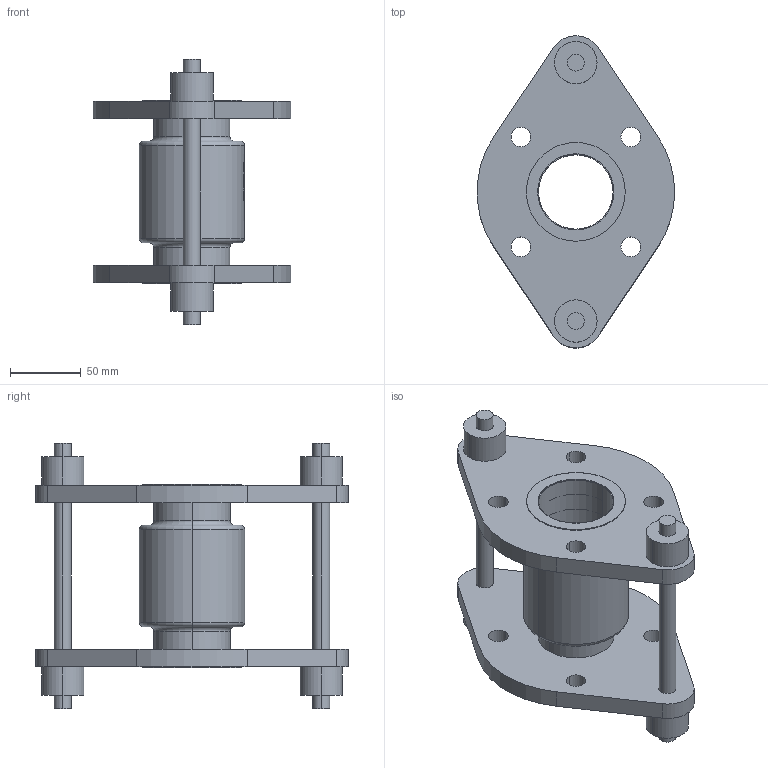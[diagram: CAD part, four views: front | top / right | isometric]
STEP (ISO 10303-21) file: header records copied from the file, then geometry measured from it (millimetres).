
FILE_DESCRIPTION (( 'STEP AP214' ), '1' );
FILE_NAME ('EPSILON-C_DN050_PN06_300_6000013627.STEP', '2021-10-18T08:17:33', ( 'axxx' ), ( 'Hewlett-Packard Company' ), 'SwSTEP 2.0', 'SolidWorks 2019', '' );
FILE_SCHEMA (( 'AUTOMOTIVE_DESIGN' ));
Length unit declared in the file: millimetre
Products named in the file (1): EPSILON-C_DN050_PN06_300_6000013627
Bounding box: 139.75 x 221 x 188 mm (x, y, z)
Volume: 675755.6 mm3; surface area: 151124 mm2
Topology: 1 solids, 1 shells, 586 faces, 1561 edges, 1038 vertices
Faces by surface type: bspline 246, plane 236, cylinder 96, torus 8
Entity records: 31791 total; most frequent: CARTESIAN_POINT 18778, ORIENTED_EDGE 3122, DIRECTION 1897, EDGE_CURVE 1561, VERTEX_POINT 1038, VECTOR 773, LINE 773, EDGE_LOOP 669
